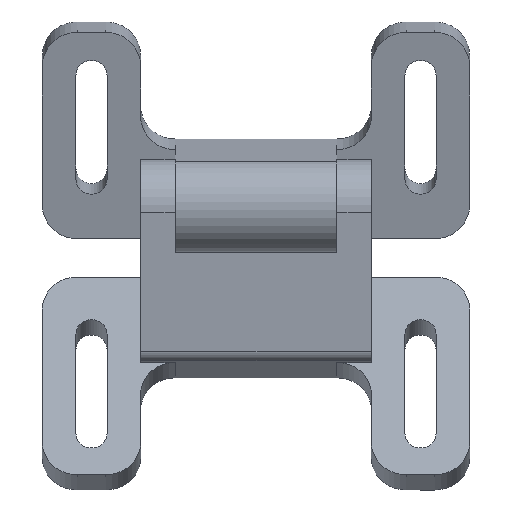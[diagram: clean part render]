
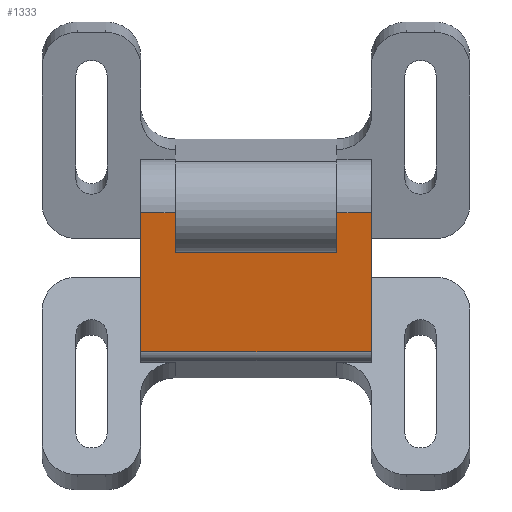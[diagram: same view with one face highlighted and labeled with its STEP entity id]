
A CAD part, top view. The second image highlights one B-rep face of the part: STEP entity #1333.
In plain terms, the highlighted face is planar.
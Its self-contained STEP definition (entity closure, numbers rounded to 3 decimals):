
#74=PLANE($,#1444);
#149=LINE($,#2109,#278);
#151=LINE($,#2118,#280);
#160=LINE($,#2134,#289);
#165=LINE($,#2145,#294);
#166=LINE($,#2147,#295);
#167=LINE($,#2149,#296);
#168=LINE($,#2151,#297);
#169=LINE($,#2152,#298);
#278=VECTOR($,#1705,6.902);
#280=VECTOR($,#1713,6.902);
#289=VECTOR($,#1724,28.);
#294=VECTOR($,#1735,6.);
#295=VECTOR($,#1736,24.301);
#296=VECTOR($,#1737,40.);
#297=VECTOR($,#1738,24.301);
#298=VECTOR($,#1739,6.);
#413=FACE_OUTER_BOUND($,#491,.T.);
#491=EDGE_LOOP($,(#1110,#1111,#1112,#1113,#1114,#1115,#1116,#1117));
#653=VERTEX_POINT($,#2106);
#654=VERTEX_POINT($,#2108);
#657=VERTEX_POINT($,#2115);
#658=VERTEX_POINT($,#2117);
#667=VERTEX_POINT($,#2144);
#668=VERTEX_POINT($,#2146);
#669=VERTEX_POINT($,#2148);
#670=VERTEX_POINT($,#2150);
#809=EDGE_CURVE($,#654,#653,#149,.T.);
#813=EDGE_CURVE($,#658,#657,#151,.T.);
#822=EDGE_CURVE($,#653,#658,#160,.T.);
#827=EDGE_CURVE($,#667,#657,#165,.T.);
#828=EDGE_CURVE($,#668,#667,#166,.T.);
#829=EDGE_CURVE($,#668,#669,#167,.T.);
#830=EDGE_CURVE($,#670,#669,#168,.T.);
#831=EDGE_CURVE($,#654,#670,#169,.T.);
#1110=ORIENTED_EDGE($,*,*,#809,.T.);
#1111=ORIENTED_EDGE($,*,*,#822,.T.);
#1112=ORIENTED_EDGE($,*,*,#813,.T.);
#1113=ORIENTED_EDGE($,*,*,#827,.F.);
#1114=ORIENTED_EDGE($,*,*,#828,.F.);
#1115=ORIENTED_EDGE($,*,*,#829,.T.);
#1116=ORIENTED_EDGE($,*,*,#830,.F.);
#1117=ORIENTED_EDGE($,*,*,#831,.F.);
#1333=ADVANCED_FACE($,(#413),#74,.F.);
#1444=AXIS2_PLACEMENT_3D($,#2143,#1733,#1734);
#1705=DIRECTION($,(0.,0.863,-0.506));
#1713=DIRECTION($,(0.,-0.863,0.506));
#1724=DIRECTION($,(1.,0.,0.));
#1733=DIRECTION('center_axis',(0.,-0.506,
-0.863));
#1734=DIRECTION('ref_axis',(-1.,0.,0.));
#1735=DIRECTION($,(-1.,0.,0.));
#1736=DIRECTION($,(0.,-0.863,0.506));
#1737=DIRECTION($,(-1.,0.,0.));
#1738=DIRECTION($,(0.,0.863,-0.506));
#1739=DIRECTION($,(-1.,0.,0.));
#2106=CARTESIAN_POINT('',(-14.,0.,18.412));
#2108=CARTESIAN_POINT('',(-14.,-5.955,21.902));
#2109=CARTESIAN_POINT($,(-14.,-5.661,21.73));
#2115=CARTESIAN_POINT('',(14.,-5.955,21.902));
#2117=CARTESIAN_POINT('',(14.,0.,18.412));
#2118=CARTESIAN_POINT($,(14.,1.038,17.804));
#2134=CARTESIAN_POINT($,(3.,0.,18.412));
#2143=CARTESIAN_POINT('Origin',(20.,-5.955,21.902));
#2144=CARTESIAN_POINT('',(20.,-5.955,21.902));
#2145=CARTESIAN_POINT($,(20.,-5.955,21.902));
#2146=CARTESIAN_POINT('',(20.,15.011,9.615));
#2147=CARTESIAN_POINT($,(20.,5.466,15.209));
#2148=CARTESIAN_POINT('',(-20.,15.011,9.615));
#2149=CARTESIAN_POINT($,(20.,15.011,9.615));
#2150=CARTESIAN_POINT('',(-20.,-5.955,21.902));
#2151=CARTESIAN_POINT($,(-20.,-7.188,22.624));
#2152=CARTESIAN_POINT($,(20.,-5.955,21.902));
